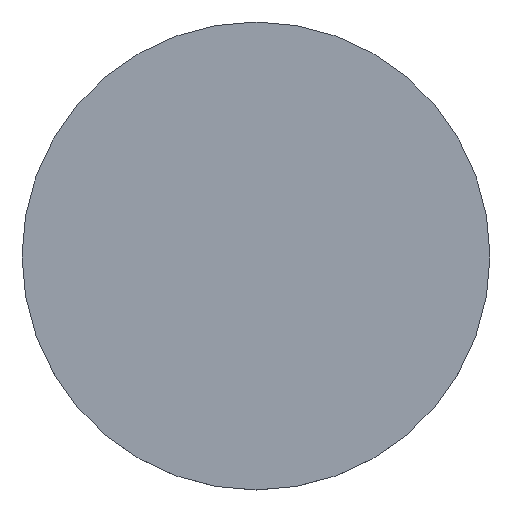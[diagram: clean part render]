
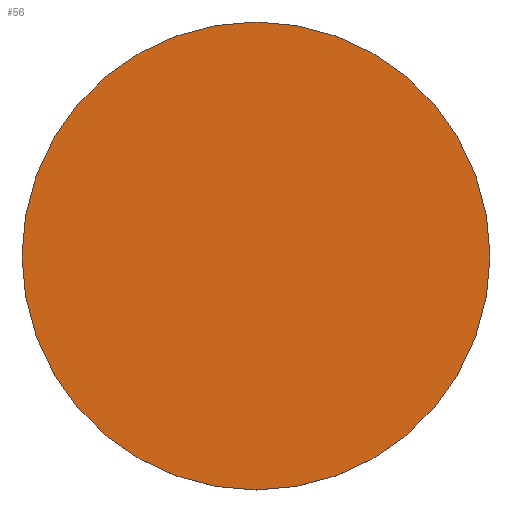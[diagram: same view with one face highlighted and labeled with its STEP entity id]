
A CAD part, top view. The second image highlights one B-rep face of the part: STEP entity #56.
In plain terms, the highlighted planar face has unit normal (0, 0, 1).
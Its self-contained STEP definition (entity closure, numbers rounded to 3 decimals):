
#40=EDGE_CURVE('Unnamed[1]',#93,#93,#94,.T.);
#56=ADVANCED_FACE('Unnamed[1]',(#117),#118,.T.);
#93=VERTEX_POINT('',#155);
#94=CIRCLE('',#156,21.35);
#117=FACE_OUTER_BOUND('',#185,.T.);
#118=PLANE('',#186);
#155=CARTESIAN_POINT('',(0.,21.35,27.1));
#156=AXIS2_PLACEMENT_3D('',#220,#221,#222);
#185=EDGE_LOOP('',(#247));
#186=AXIS2_PLACEMENT_3D('',#248,#249,#250);
#220=CARTESIAN_POINT('',(0.,0.,27.1));
#221=DIRECTION('',(0.,0.,-1.0));
#222=DIRECTION('',(0.,1.0,0.));
#247=ORIENTED_EDGE('',*,*,#40,.F.);
#248=CARTESIAN_POINT('',(0.,10.675,27.1));
#249=DIRECTION('',(0.,0.,1.0));
#250=DIRECTION('',(0.,-1.0,0.));
